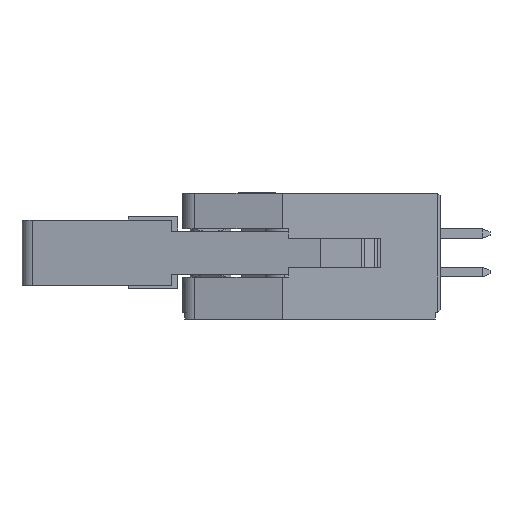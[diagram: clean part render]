
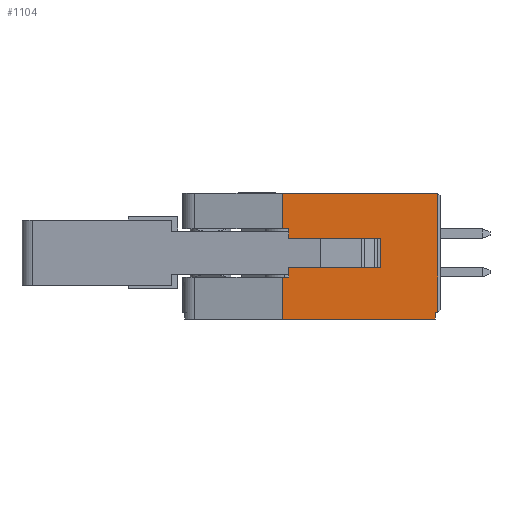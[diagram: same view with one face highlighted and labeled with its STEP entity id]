
A CAD part, left-side view. The second image highlights one B-rep face of the part: STEP entity #1104.
In plain terms, the highlighted planar face has unit normal (-1, 0, 0).
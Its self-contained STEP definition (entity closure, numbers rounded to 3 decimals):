
#72=CARTESIAN_POINT('',(-27.022,-9.841,-4.081));
#73=VERTEX_POINT('',#72);
#80=CARTESIAN_POINT('',(-27.022,-9.691,-4.081));
#81=VERTEX_POINT('',#80);
#82=CARTESIAN_POINT('',(-27.022,-9.841,-4.081));
#83=DIRECTION('',(0.,1.,0.));
#84=VECTOR('',#83,0.15);
#85=LINE('',#82,#84);
#86=EDGE_CURVE('',#73,#81,#85,.T.);
#921=CARTESIAN_POINT('',(-27.022,0.009,0.794));
#922=VERTEX_POINT('',#921);
#947=CARTESIAN_POINT('',(-27.022,-6.091,0.794));
#948=VERTEX_POINT('',#947);
#955=CARTESIAN_POINT('',(-27.022,-6.091,0.794));
#956=DIRECTION('',(0.,1.,0.));
#957=VECTOR('',#956,6.1);
#958=LINE('',#955,#957);
#959=EDGE_CURVE('',#948,#922,#958,.T.);
#969=CARTESIAN_POINT('',(-27.022,-6.091,-1.106));
#970=VERTEX_POINT('',#969);
#995=CARTESIAN_POINT('',(-27.022,0.009,-1.106));
#996=VERTEX_POINT('',#995);
#1003=CARTESIAN_POINT('',(-27.022,0.009,-1.106));
#1004=DIRECTION('',(0.,-1.,0.));
#1005=VECTOR('',#1004,6.1);
#1006=LINE('',#1003,#1005);
#1007=EDGE_CURVE('',#996,#970,#1006,.T.);
#1012=CARTESIAN_POINT('',(-27.022,0.409,-4.081));
#1013=DIRECTION('',(0.,-1.,0.));
#1014=DIRECTION('',(-1.,0.,0.));
#1015=AXIS2_PLACEMENT_3D('',#1012,#1014,#1013);
#1016=PLANE('',#1015);
#1017=CARTESIAN_POINT('',(-27.022,-6.091,0.794));
#1018=DIRECTION('',(0.,0.,-1.));
#1019=VECTOR('',#1018,1.9);
#1020=LINE('',#1017,#1019);
#1021=EDGE_CURVE('',#948,#970,#1020,.T.);
#1022=ORIENTED_EDGE('',*,*,#1021,.T.);
#1023=ORIENTED_EDGE('',*,*,#1007,.F.);
#1024=CARTESIAN_POINT('',(-27.022,0.009,-1.756));
#1025=VERTEX_POINT('',#1024);
#1026=CARTESIAN_POINT('',(-27.022,0.009,-1.106));
#1027=DIRECTION('',(0.,0.,-1.));
#1028=VECTOR('',#1027,0.65);
#1029=LINE('',#1026,#1028);
#1030=EDGE_CURVE('',#996,#1025,#1029,.T.);
#1031=ORIENTED_EDGE('',*,*,#1030,.T.);
#1032=CARTESIAN_POINT('',(-27.022,0.409,-1.756));
#1033=VERTEX_POINT('',#1032);
#1034=CARTESIAN_POINT('',(-27.022,0.409,-1.756));
#1035=DIRECTION('',(0.,-1.,0.));
#1036=VECTOR('',#1035,0.4);
#1037=LINE('',#1034,#1036);
#1038=EDGE_CURVE('',#1033,#1025,#1037,.T.);
#1039=ORIENTED_EDGE('',*,*,#1038,.F.);
#1040=CARTESIAN_POINT('',(-27.022,0.409,-4.531));
#1041=VERTEX_POINT('',#1040);
#1042=CARTESIAN_POINT('',(-27.022,0.409,-1.756));
#1043=DIRECTION('',(0.,0.,-1.));
#1044=VECTOR('',#1043,2.775);
#1045=LINE('',#1042,#1044);
#1046=EDGE_CURVE('',#1033,#1041,#1045,.T.);
#1047=ORIENTED_EDGE('',*,*,#1046,.T.);
#1048=CARTESIAN_POINT('',(-27.022,-9.691,-4.531));
#1049=VERTEX_POINT('',#1048);
#1050=CARTESIAN_POINT('',(-27.022,0.409,-4.531));
#1051=DIRECTION('',(0.,-1.,0.));
#1052=VECTOR('',#1051,10.1);
#1053=LINE('',#1050,#1052);
#1054=EDGE_CURVE('',#1041,#1049,#1053,.T.);
#1055=ORIENTED_EDGE('',*,*,#1054,.T.);
#1056=CARTESIAN_POINT('',(-27.022,-9.691,-4.531));
#1057=DIRECTION('',(0.,0.,1.));
#1058=VECTOR('',#1057,0.45);
#1059=LINE('',#1056,#1058);
#1060=EDGE_CURVE('',#1049,#81,#1059,.T.);
#1061=ORIENTED_EDGE('',*,*,#1060,.T.);
#1062=ORIENTED_EDGE('',*,*,#86,.F.);
#1063=CARTESIAN_POINT('',(-27.022,-9.841,3.769));
#1064=VERTEX_POINT('',#1063);
#1065=CARTESIAN_POINT('',(-27.022,-9.841,-4.081));
#1066=DIRECTION('',(0.,0.,1.));
#1067=VECTOR('',#1066,7.85);
#1068=LINE('',#1065,#1067);
#1069=EDGE_CURVE('',#73,#1064,#1068,.T.);
#1070=ORIENTED_EDGE('',*,*,#1069,.T.);
#1071=CARTESIAN_POINT('',(-27.022,0.409,3.769));
#1072=VERTEX_POINT('',#1071);
#1073=CARTESIAN_POINT('',(-27.022,-9.841,3.769));
#1074=DIRECTION('',(0.,1.,0.));
#1075=VECTOR('',#1074,10.25);
#1076=LINE('',#1073,#1075);
#1077=EDGE_CURVE('',#1064,#1072,#1076,.T.);
#1078=ORIENTED_EDGE('',*,*,#1077,.T.);
#1079=CARTESIAN_POINT('',(-27.022,0.409,1.444));
#1080=VERTEX_POINT('',#1079);
#1081=CARTESIAN_POINT('',(-27.022,0.409,3.769));
#1082=DIRECTION('',(0.,0.,-1.));
#1083=VECTOR('',#1082,2.325);
#1084=LINE('',#1081,#1083);
#1085=EDGE_CURVE('',#1072,#1080,#1084,.T.);
#1086=ORIENTED_EDGE('',*,*,#1085,.T.);
#1087=CARTESIAN_POINT('',(-27.022,0.009,1.444));
#1088=VERTEX_POINT('',#1087);
#1089=CARTESIAN_POINT('',(-27.022,0.009,1.444));
#1090=DIRECTION('',(0.,1.,0.));
#1091=VECTOR('',#1090,0.4);
#1092=LINE('',#1089,#1091);
#1093=EDGE_CURVE('',#1088,#1080,#1092,.T.);
#1094=ORIENTED_EDGE('',*,*,#1093,.F.);
#1095=CARTESIAN_POINT('',(-27.022,0.009,1.444));
#1096=DIRECTION('',(0.,0.,-1.));
#1097=VECTOR('',#1096,0.65);
#1098=LINE('',#1095,#1097);
#1099=EDGE_CURVE('',#1088,#922,#1098,.T.);
#1100=ORIENTED_EDGE('',*,*,#1099,.T.);
#1101=ORIENTED_EDGE('',*,*,#959,.F.);
#1102=EDGE_LOOP('',(#1022,#1023,#1031,#1039,#1047,#1055,#1061,#1062,#1070,#1078,#1086,#1094,#1100,#1101));
#1103=FACE_OUTER_BOUND('',#1102,.T.);
#1104=ADVANCED_FACE('',(#1103),#1016,.T.);
